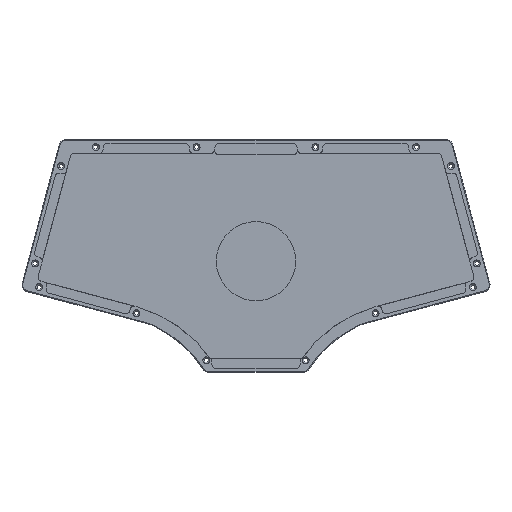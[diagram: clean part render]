
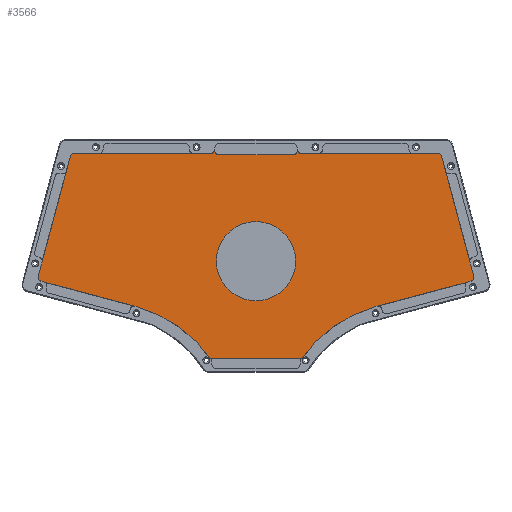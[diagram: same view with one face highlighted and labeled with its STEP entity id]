
A CAD part, top view. The second image highlights one B-rep face of the part: STEP entity #3566.
In plain terms, the highlighted planar face has unit normal (0, 0, 1).
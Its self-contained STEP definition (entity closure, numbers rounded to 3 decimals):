
#113=FACE_BOUND('',#567,.T.);
#149=PLANE('',#3962);
#311=FACE_OUTER_BOUND('',#566,.T.);
#566=EDGE_LOOP('',(#2966,#2967,#2968,#2969,#2970,#2971,#2972,#2973,#2974,
#2975,#2976,#2977,#2978,#2979,#2980,#2981,#2982,#2983,#2984,#2985));
#567=EDGE_LOOP('',(#2986));
#667=LINE('',#5304,#971);
#670=LINE('',#5312,#974);
#839=LINE('',#5969,#1143);
#842=LINE('',#5980,#1146);
#847=LINE('',#5989,#1151);
#848=LINE('',#5993,#1152);
#849=LINE('',#5997,#1153);
#850=LINE('',#6001,#1154);
#851=LINE('',#6005,#1155);
#852=LINE('',#6009,#1156);
#971=VECTOR('',#4147,10.);
#974=VECTOR('',#4156,10.);
#1143=VECTOR('',#4861,10.);
#1146=VECTOR('',#4874,10.);
#1151=VECTOR('',#4881,10.);
#1152=VECTOR('',#4884,10.);
#1153=VECTOR('',#4887,10.);
#1154=VECTOR('',#4890,10.);
#1155=VECTOR('',#4893,10.);
#1156=VECTOR('',#4896,10.);
#1273=CIRCLE('',#3682,3.);
#1275=CIRCLE('',#3687,3.);
#1433=CIRCLE('',#3958,3.);
#1434=CIRCLE('',#3960,3.);
#1435=CIRCLE('',#3963,3.);
#1436=CIRCLE('',#3964,3.);
#1437=CIRCLE('',#3965,103.111);
#1438=CIRCLE('',#3966,103.111);
#1439=CIRCLE('',#3967,3.);
#1440=CIRCLE('',#3968,3.);
#1441=CIRCLE('',#3969,30.);
#1498=VERTEX_POINT('',#5290);
#1499=VERTEX_POINT('',#5292);
#1502=VERTEX_POINT('',#5303);
#1503=VERTEX_POINT('',#5307);
#1504=VERTEX_POINT('',#5311);
#1724=VERTEX_POINT('',#5967);
#1725=VERTEX_POINT('',#5971);
#1726=VERTEX_POINT('',#5975);
#1727=VERTEX_POINT('',#5979);
#1730=VERTEX_POINT('',#5988);
#1731=VERTEX_POINT('',#5990);
#1732=VERTEX_POINT('',#5992);
#1733=VERTEX_POINT('',#5994);
#1734=VERTEX_POINT('',#5996);
#1735=VERTEX_POINT('',#5998);
#1736=VERTEX_POINT('',#6000);
#1737=VERTEX_POINT('',#6002);
#1738=VERTEX_POINT('',#6004);
#1739=VERTEX_POINT('',#6006);
#1740=VERTEX_POINT('',#6008);
#1741=VERTEX_POINT('',#6011);
#1826=EDGE_CURVE('',#1498,#1499,#1273,.T.);
#1832=EDGE_CURVE('',#1502,#1499,#667,.F.);
#1834=EDGE_CURVE('',#1502,#1503,#1275,.T.);
#1836=EDGE_CURVE('',#1504,#1503,#670,.T.);
#2162=EDGE_CURVE('',#1498,#1724,#839,.T.);
#2164=EDGE_CURVE('',#1725,#1724,#1433,.F.);
#2165=EDGE_CURVE('',#1504,#1726,#1434,.F.);
#2167=EDGE_CURVE('',#1726,#1727,#842,.T.);
#2172=EDGE_CURVE('',#1725,#1730,#847,.T.);
#2173=EDGE_CURVE('',#1731,#1730,#1435,.T.);
#2174=EDGE_CURVE('',#1732,#1731,#848,.F.);
#2175=EDGE_CURVE('',#1733,#1732,#1436,.T.);
#2176=EDGE_CURVE('',#1734,#1733,#849,.F.);
#2177=EDGE_CURVE('',#1735,#1734,#1437,.F.);
#2178=EDGE_CURVE('',#1736,#1735,#850,.T.);
#2179=EDGE_CURVE('',#1736,#1737,#1438,.F.);
#2180=EDGE_CURVE('',#1737,#1738,#851,.F.);
#2181=EDGE_CURVE('',#1738,#1739,#1439,.T.);
#2182=EDGE_CURVE('',#1739,#1740,#852,.F.);
#2183=EDGE_CURVE('',#1740,#1727,#1440,.T.);
#2184=EDGE_CURVE('',#1741,#1741,#1441,.T.);
#2966=ORIENTED_EDGE('',*,*,#1832,.T.);
#2967=ORIENTED_EDGE('',*,*,#1826,.F.);
#2968=ORIENTED_EDGE('',*,*,#2162,.T.);
#2969=ORIENTED_EDGE('',*,*,#2164,.F.);
#2970=ORIENTED_EDGE('',*,*,#2172,.T.);
#2971=ORIENTED_EDGE('',*,*,#2173,.F.);
#2972=ORIENTED_EDGE('',*,*,#2174,.F.);
#2973=ORIENTED_EDGE('',*,*,#2175,.F.);
#2974=ORIENTED_EDGE('',*,*,#2176,.F.);
#2975=ORIENTED_EDGE('',*,*,#2177,.F.);
#2976=ORIENTED_EDGE('',*,*,#2178,.F.);
#2977=ORIENTED_EDGE('',*,*,#2179,.T.);
#2978=ORIENTED_EDGE('',*,*,#2180,.T.);
#2979=ORIENTED_EDGE('',*,*,#2181,.T.);
#2980=ORIENTED_EDGE('',*,*,#2182,.T.);
#2981=ORIENTED_EDGE('',*,*,#2183,.T.);
#2982=ORIENTED_EDGE('',*,*,#2167,.F.);
#2983=ORIENTED_EDGE('',*,*,#2165,.F.);
#2984=ORIENTED_EDGE('',*,*,#1836,.T.);
#2985=ORIENTED_EDGE('',*,*,#1834,.F.);
#2986=ORIENTED_EDGE('',*,*,#2184,.T.);
#3566=ADVANCED_FACE('',(#311,#113),#149,.F.);
#3682=AXIS2_PLACEMENT_3D('',#5293,#4135,#4136);
#3687=AXIS2_PLACEMENT_3D('',#5308,#4151,#4152);
#3958=AXIS2_PLACEMENT_3D('',#5973,#4865,#4866);
#3960=AXIS2_PLACEMENT_3D('',#5976,#4869,#4870);
#3962=AXIS2_PLACEMENT_3D('',#5987,#4879,#4880);
#3963=AXIS2_PLACEMENT_3D('',#5991,#4882,#4883);
#3964=AXIS2_PLACEMENT_3D('',#5995,#4885,#4886);
#3965=AXIS2_PLACEMENT_3D('',#5999,#4888,#4889);
#3966=AXIS2_PLACEMENT_3D('',#6003,#4891,#4892);
#3967=AXIS2_PLACEMENT_3D('',#6007,#4894,#4895);
#3968=AXIS2_PLACEMENT_3D('',#6010,#4897,#4898);
#3969=AXIS2_PLACEMENT_3D('',#6012,#4899,#4900);
#4135=DIRECTION('center_axis',(0.,0.,1.));
#4136=DIRECTION('ref_axis',(-0.707,-0.707,0.));
#4147=DIRECTION('',(1.,0.,0.));
#4151=DIRECTION('center_axis',(0.,0.,1.));
#4152=DIRECTION('ref_axis',(-0.707,-0.707,0.));
#4156=DIRECTION('',(0.,-1.,0.));
#4861=DIRECTION('',(0.,1.,0.));
#4865=DIRECTION('center_axis',(0.,0.,-1.));
#4866=DIRECTION('ref_axis',(0.707,-0.707,0.));
#4869=DIRECTION('center_axis',(0.,0.,-1.));
#4870=DIRECTION('ref_axis',(-0.707,-0.707,0.));
#4874=DIRECTION('',(1.,0.,0.));
#4879=DIRECTION('center_axis',(0.,0.,-1.));
#4880=DIRECTION('ref_axis',(1.,0.,0.));
#4881=DIRECTION('',(-1.,0.,0.));
#4882=DIRECTION('center_axis',(0.,0.,
-1.));
#4883=DIRECTION('ref_axis',(-0.609,0.793,0.));
#4884=DIRECTION('',(-0.259,-0.966,0.));
#4885=DIRECTION('center_axis',(0.,0.,
-1.));
#4886=DIRECTION('ref_axis',(-0.866,-0.5,0.));
#4887=DIRECTION('',(0.966,-0.259,0.));
#4888=DIRECTION('center_axis',(0.,0.,
-1.));
#4889=DIRECTION('ref_axis',(0.275,0.961,0.));
#4890=DIRECTION('',(-1.,0.,0.));
#4891=DIRECTION('center_axis',(0.,0.,1.));
#4892=DIRECTION('ref_axis',(-0.275,0.961,0.));
#4893=DIRECTION('',(-0.966,-0.259,0.));
#4894=DIRECTION('center_axis',(0.,0.,1.));
#4895=DIRECTION('ref_axis',(0.866,-0.5,0.));
#4896=DIRECTION('',(0.259,-0.966,0.));
#4897=DIRECTION('center_axis',(0.,0.,1.));
#4898=DIRECTION('ref_axis',(0.609,0.793,0.));
#4899=DIRECTION('center_axis',(0.,0.,-1.));
#4900=DIRECTION('ref_axis',(-1.,0.,0.));
#5290=CARTESIAN_POINT('',(-31.202,83.693,-2.4));
#5292=CARTESIAN_POINT('',(-28.202,80.693,-2.4));
#5293=CARTESIAN_POINT('Origin',(-28.202,83.693,-2.4));
#5303=CARTESIAN_POINT('',(28.202,80.693,-2.4));
#5304=CARTESIAN_POINT('',(14.101,80.693,-2.4));
#5307=CARTESIAN_POINT('',(31.202,83.693,-2.4));
#5308=CARTESIAN_POINT('Origin',(28.202,83.693,-2.4));
#5311=CARTESIAN_POINT('',(31.202,84.643,-2.4));
#5312=CARTESIAN_POINT('',(31.202,44.933,-2.4));
#5967=CARTESIAN_POINT('',(-31.202,84.643,-2.4));
#5969=CARTESIAN_POINT('',(-31.202,44.308,-2.4));
#5971=CARTESIAN_POINT('',(-34.202,81.643,-2.4));
#5973=CARTESIAN_POINT('Origin',(-34.202,84.643,-2.4));
#5975=CARTESIAN_POINT('',(34.202,81.643,-2.4));
#5976=CARTESIAN_POINT('Origin',(34.202,84.643,-2.4));
#5979=CARTESIAN_POINT('',(137.721,81.643,-2.4));
#5980=CARTESIAN_POINT('',(-11.75,81.643,-2.4));
#5987=CARTESIAN_POINT('Origin',(0.,3.922,-2.4));
#5988=CARTESIAN_POINT('',(-137.721,81.643,-2.4));
#5989=CARTESIAN_POINT('',(11.75,81.643,-2.4));
#5990=CARTESIAN_POINT('',(-140.618,79.419,-2.4));
#5991=CARTESIAN_POINT('Origin',(-137.721,78.643,-2.4));
#5992=CARTESIAN_POINT('',(-164.97,-11.473,-2.4));
#5993=CARTESIAN_POINT('',(-157.651,15.845,-2.4));
#5994=CARTESIAN_POINT('',(-162.848,-15.147,-2.4));
#5995=CARTESIAN_POINT('Origin',(-162.072,-12.249,-2.4));
#5996=CARTESIAN_POINT('',(-89.971,-34.655,-2.4));
#5997=CARTESIAN_POINT('',(-52.803,-44.605,-2.4));
#5998=CARTESIAN_POINT('',(-34.484,-73.798,-2.4));
#5999=CARTESIAN_POINT('Origin',(-118.35,-133.784,-2.4));
#6000=CARTESIAN_POINT('',(34.484,-73.798,-2.4));
#6001=CARTESIAN_POINT('',(-16.731,-73.798,-2.4));
#6002=CARTESIAN_POINT('',(89.971,-34.655,-2.4));
#6003=CARTESIAN_POINT('Origin',(118.35,-133.784,-2.4));
#6004=CARTESIAN_POINT('',(162.848,-15.147,-2.4));
#6005=CARTESIAN_POINT('',(52.803,-44.605,-2.4));
#6006=CARTESIAN_POINT('',(164.97,-11.473,-2.4));
#6007=CARTESIAN_POINT('Origin',(162.072,-12.249,-2.4));
#6008=CARTESIAN_POINT('',(140.618,79.419,-2.4));
#6009=CARTESIAN_POINT('',(157.651,15.845,-2.4));
#6010=CARTESIAN_POINT('Origin',(137.721,78.643,-2.4));
#6011=CARTESIAN_POINT('',(30.,0.,-2.4));
#6012=CARTESIAN_POINT('Origin',(0.,0.,-2.4));
